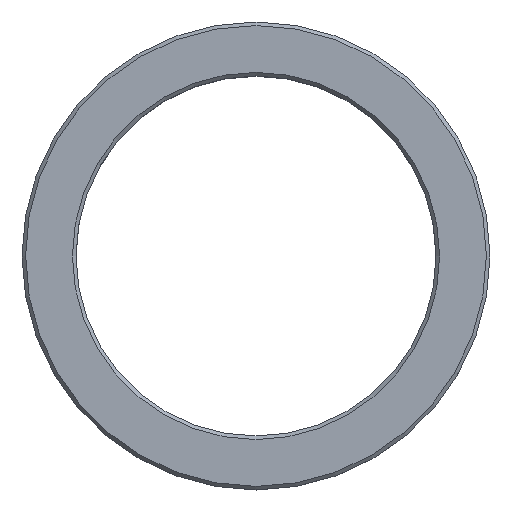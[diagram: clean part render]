
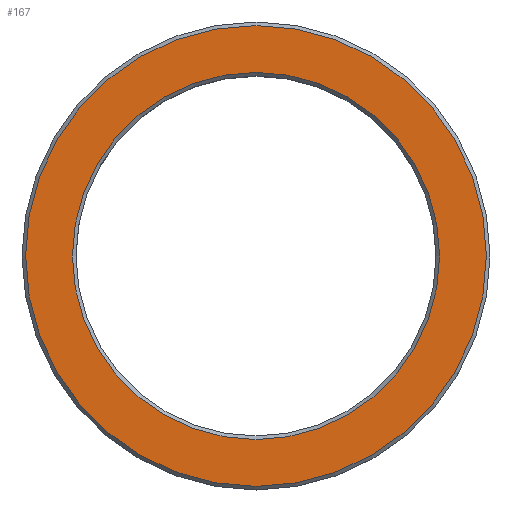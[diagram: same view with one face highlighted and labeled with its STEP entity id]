
A CAD part, top view. The second image highlights one B-rep face of the part: STEP entity #167.
In plain terms, the highlighted planar face has unit normal (0, 0, 1).
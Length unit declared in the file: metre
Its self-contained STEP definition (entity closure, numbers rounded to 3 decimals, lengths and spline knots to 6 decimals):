
#167=ADVANCED_FACE('',(#211,#212),#213,.T.);
#211=FACE_BOUND('',#2875,.T.);
#212=FACE_OUTER_BOUND('',#2876,.T.);
#213=PLANE('',#2877);
#2875=EDGE_LOOP('',(#5578));
#2876=EDGE_LOOP('',(#5579));
#2877=AXIS2_PLACEMENT_3D('',#5580,#5581,#5582);
#5578=ORIENTED_EDGE('',*,*,#5615,.T.);
#5579=ORIENTED_EDGE('',*,*,#5606,.F.);
#5580=CARTESIAN_POINT('',(0.064,0.0,0.05));
#5581=DIRECTION('',(0.0,0.,1.0));
#5582=DIRECTION('',(0.0,-1.0,0.));
#5606=EDGE_CURVE('',#5640,#5640,#5641,.T.);
#5615=EDGE_CURVE('',#5658,#5658,#5659,.T.);
#5640=VERTEX_POINT('',#5920);
#5641=CIRCLE('',#5921,0.064);
#5658=VERTEX_POINT('',#5938);
#5659=CIRCLE('',#5939,0.051);
#5920=CARTESIAN_POINT('',(0.0,0.064,0.05));
#5921=AXIS2_PLACEMENT_3D('',#5962,#5963,#5964);
#5938=CARTESIAN_POINT('',(0.0,0.051,0.05));
#5939=AXIS2_PLACEMENT_3D('',#5989,#5990,#5991);
#5962=CARTESIAN_POINT('',(0.0,0.0,0.05));
#5963=DIRECTION('',(0.0,0.,-1.0));
#5964=DIRECTION('',(0.0,1.0,0.));
#5989=CARTESIAN_POINT('',(0.0,0.0,0.05));
#5990=DIRECTION('',(0.0,0.,-1.0));
#5991=DIRECTION('',(0.0,1.0,0.));
